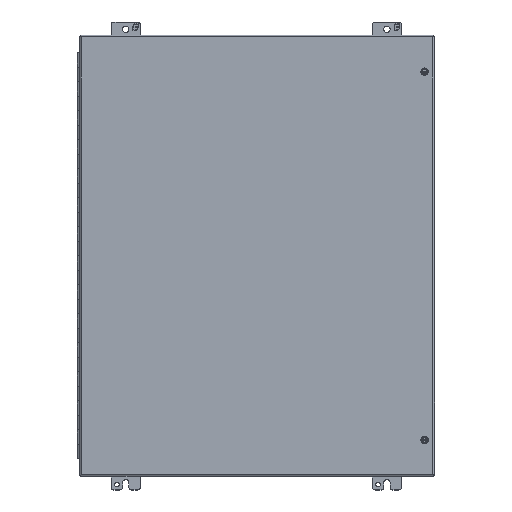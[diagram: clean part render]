
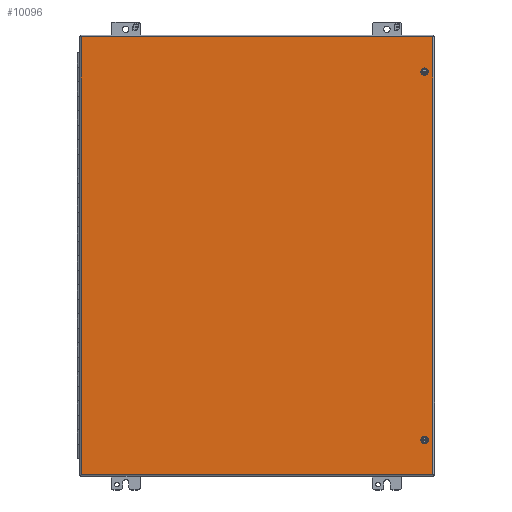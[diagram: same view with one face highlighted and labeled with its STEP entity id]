
A CAD part, top view. The second image highlights one B-rep face of the part: STEP entity #10096.
In plain terms, the highlighted planar face has unit normal (0, 0, 1).
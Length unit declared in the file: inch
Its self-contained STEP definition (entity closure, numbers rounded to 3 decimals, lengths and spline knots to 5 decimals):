
#663 = ORIENTED_EDGE ( 'NONE', *, *, #17942, .T. ) ;
#695 = DIRECTION ( 'NONE',  ( 0., 1., 0. ) ) ;
#973 = EDGE_LOOP ( 'NONE', ( #8451, #663 ) ) ;
#1376 = DIRECTION ( 'NONE',  ( 0., -1., 0. ) ) ;
#2037 = CARTESIAN_POINT ( 'NONE',  ( 11.58998, 12.6865, 9.172 ) ) ;
#2322 = AXIS2_PLACEMENT_3D ( 'NONE', #23169, #18507, #14028 ) ;
#2514 = AXIS2_PLACEMENT_3D ( 'NONE', #6384, #10941, #1376 ) ;
#3379 = EDGE_CURVE ( 'NONE', #11838, #6401, #25107, .T. ) ;
#3684 = DIRECTION ( 'NONE',  ( 1., 0., 0. ) ) ;
#4489 = DIRECTION ( 'NONE',  ( 0., 0., -1. ) ) ;
#5101 = EDGE_CURVE ( 'NONE', #6401, #29291, #24536, .T. ) ;
#6384 = CARTESIAN_POINT ( 'NONE',  ( 11.58998, -12.6865, 9.172 ) ) ;
#6401 = VERTEX_POINT ( 'NONE', #8815 ) ;
#6589 = EDGE_LOOP ( 'NONE', ( #15066, #10398, #13341, #24247 ) ) ;
#6865 = CIRCLE ( 'NONE', #2322, 0.133 ) ;
#7116 = DIRECTION ( 'NONE',  ( 0., -1., 0. ) ) ;
#7782 = DIRECTION ( 'NONE',  ( 0., -1., 0. ) ) ;
#7803 = VERTEX_POINT ( 'NONE', #12593 ) ;
#8451 = ORIENTED_EDGE ( 'NONE', *, *, #9090, .T. ) ;
#8815 = CARTESIAN_POINT ( 'NONE',  ( -12.05202, 15.0795, 9.172 ) ) ;
#9056 = CARTESIAN_POINT ( 'NONE',  ( -12.05202, -15.0795, 9.172 ) ) ;
#9090 = EDGE_CURVE ( 'NONE', #19658, #7803, #27236, .T. ) ;
#9778 = ORIENTED_EDGE ( 'NONE', *, *, #27026, .T. ) ;
#10054 = CARTESIAN_POINT ( 'NONE',  ( 12.16998, -15.0795, 9.172 ) ) ;
#10096 = ADVANCED_FACE ( 'NONE', ( #18119, #24269, #11891 ), #16307, .T. ) ;
#10398 = ORIENTED_EDGE ( 'NONE', *, *, #3379, .T. ) ;
#10470 = ORIENTED_EDGE ( 'NONE', *, *, #21773, .T. ) ;
#10713 = LINE ( 'NONE', #24719, #19866 ) ;
#10941 = DIRECTION ( 'NONE',  ( 0., 0., -1. ) ) ;
#11225 = EDGE_CURVE ( 'NONE', #29291, #15935, #10713, .T. ) ;
#11796 = VECTOR ( 'NONE', #7782, 39.37008 ) ;
#11838 = VERTEX_POINT ( 'NONE', #20859 ) ;
#11891 = FACE_BOUND ( 'NONE', #19506, .T. ) ;
#12593 = CARTESIAN_POINT ( 'NONE',  ( 11.58998, 12.8195, 9.172 ) ) ;
#13341 = ORIENTED_EDGE ( 'NONE', *, *, #5101, .T. ) ;
#14028 = DIRECTION ( 'NONE',  ( 0., -1., 0. ) ) ;
#14357 = CARTESIAN_POINT ( 'NONE',  ( 11.58998, 12.6865, 9.172 ) ) ;
#15047 = CIRCLE ( 'NONE', #25214, 0.133 ) ;
#15066 = ORIENTED_EDGE ( 'NONE', *, *, #18100, .T. ) ;
#15935 = VERTEX_POINT ( 'NONE', #22368 ) ;
#16239 = CARTESIAN_POINT ( 'NONE',  ( 11.58998, -12.5535, 9.172 ) ) ;
#16303 = CARTESIAN_POINT ( 'NONE',  ( 11.58998, 12.5535, 9.172 ) ) ;
#16307 = PLANE ( 'NONE',  #29402 ) ;
#17071 = CARTESIAN_POINT ( 'NONE',  ( -12.05202, -15.0795, 9.172 ) ) ;
#17523 = VECTOR ( 'NONE', #23772, 39.37008 ) ;
#17942 = EDGE_CURVE ( 'NONE', #7803, #19658, #15047, .T. ) ;
#18100 = EDGE_CURVE ( 'NONE', #15935, #11838, #23366, .T. ) ;
#18119 = FACE_OUTER_BOUND ( 'NONE', #6589, .T. ) ;
#18507 = DIRECTION ( 'NONE',  ( 0., 0., -1. ) ) ;
#18737 = DIRECTION ( 'NONE',  ( 0., -1., 0. ) ) ;
#19212 = CIRCLE ( 'NONE', #2514, 0.133 ) ;
#19506 = EDGE_LOOP ( 'NONE', ( #9778, #10470 ) ) ;
#19658 = VERTEX_POINT ( 'NONE', #16303 ) ;
#19866 = VECTOR ( 'NONE', #3684, 39.37008 ) ;
#20070 = AXIS2_PLACEMENT_3D ( 'NONE', #2037, #4489, #25303 ) ;
#20678 = DIRECTION ( 'NONE',  ( 0., 0., 1. ) ) ;
#20859 = CARTESIAN_POINT ( 'NONE',  ( 12.16998, 15.0795, 9.172 ) ) ;
#21773 = EDGE_CURVE ( 'NONE', #27663, #22093, #19212, .T. ) ;
#22093 = VERTEX_POINT ( 'NONE', #28907 ) ;
#22368 = CARTESIAN_POINT ( 'NONE',  ( 12.16998, -15.0795, 9.172 ) ) ;
#23169 = CARTESIAN_POINT ( 'NONE',  ( 11.58998, -12.6865, 9.172 ) ) ;
#23366 = LINE ( 'NONE', #10054, #23741 ) ;
#23393 = DIRECTION ( 'NONE',  ( 0., 0., -1. ) ) ;
#23741 = VECTOR ( 'NONE', #695, 39.37008 ) ;
#23772 = DIRECTION ( 'NONE',  ( -1., 0., 0. ) ) ;
#24247 = ORIENTED_EDGE ( 'NONE', *, *, #11225, .T. ) ;
#24269 = FACE_BOUND ( 'NONE', #973, .T. ) ;
#24536 = LINE ( 'NONE', #17071, #11796 ) ;
#24719 = CARTESIAN_POINT ( 'NONE',  ( -12.05202, -15.0795, 9.172 ) ) ;
#25107 = LINE ( 'NONE', #25779, #17523 ) ;
#25214 = AXIS2_PLACEMENT_3D ( 'NONE', #14357, #23393, #18737 ) ;
#25303 = DIRECTION ( 'NONE',  ( 0., -1., 0. ) ) ;
#25779 = CARTESIAN_POINT ( 'NONE',  ( -12.05202, 15.0795, 9.172 ) ) ;
#26742 = CARTESIAN_POINT ( 'NONE',  ( -12.05202, -15.0795, 9.172 ) ) ;
#27026 = EDGE_CURVE ( 'NONE', #22093, #27663, #6865, .T. ) ;
#27236 = CIRCLE ( 'NONE', #20070, 0.133 ) ;
#27663 = VERTEX_POINT ( 'NONE', #16239 ) ;
#28907 = CARTESIAN_POINT ( 'NONE',  ( 11.58998, -12.8195, 9.172 ) ) ;
#29291 = VERTEX_POINT ( 'NONE', #26742 ) ;
#29402 = AXIS2_PLACEMENT_3D ( 'NONE', #9056, #20678, #7116 ) ;
